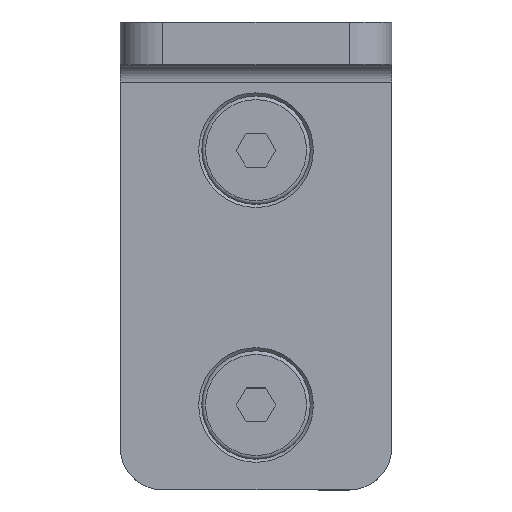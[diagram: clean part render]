
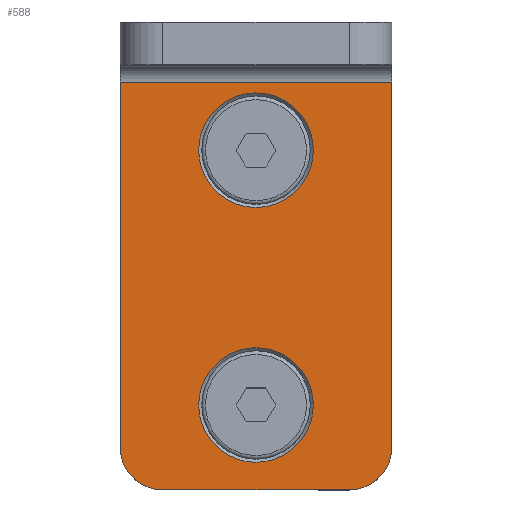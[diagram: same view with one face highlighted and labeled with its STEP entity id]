
A CAD part, top view. The second image highlights one B-rep face of the part: STEP entity #588.
In plain terms, the highlighted planar face has unit normal (0, 0, 1).
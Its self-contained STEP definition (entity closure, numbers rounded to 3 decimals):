
#66=CIRCLE('',#751,6.75);
#67=CIRCLE('',#752,6.75);
#68=CIRCLE('',#753,5.);
#69=CIRCLE('',#754,5.);
#125=ORIENTED_EDGE('',*,*,#272,.T.);
#126=ORIENTED_EDGE('',*,*,#273,.T.);
#127=ORIENTED_EDGE('',*,*,#270,.T.);
#128=ORIENTED_EDGE('',*,*,#274,.T.);
#129=ORIENTED_EDGE('',*,*,#257,.T.);
#130=ORIENTED_EDGE('',*,*,#275,.F.);
#131=ORIENTED_EDGE('',*,*,#253,.T.);
#132=ORIENTED_EDGE('',*,*,#276,.T.);
#253=EDGE_CURVE('',#331,#330,#377,.T.);
#257=EDGE_CURVE('',#332,#333,#379,.T.);
#270=EDGE_CURVE('',#341,#340,#386,.T.);
#272=EDGE_CURVE('',#342,#342,#66,.T.);
#273=EDGE_CURVE('',#343,#343,#67,.T.);
#274=EDGE_CURVE('',#340,#332,#68,.T.);
#275=EDGE_CURVE('',#331,#333,#388,.T.);
#276=EDGE_CURVE('',#330,#341,#69,.T.);
#330=VERTEX_POINT('',#1023);
#331=VERTEX_POINT('',#1025);
#332=VERTEX_POINT('',#1031);
#333=VERTEX_POINT('',#1032);
#340=VERTEX_POINT('',#1053);
#341=VERTEX_POINT('',#1055);
#342=VERTEX_POINT('',#1059);
#343=VERTEX_POINT('',#1061);
#377=LINE('',#1024,#427);
#379=LINE('',#1030,#429);
#386=LINE('',#1054,#436);
#388=LINE('',#1063,#438);
#427=VECTOR('',#831,1000.);
#429=VECTOR('',#839,1000.);
#436=VECTOR('',#862,1000.);
#438=VECTOR('',#872,1000.);
#473=EDGE_LOOP('',(#125));
#474=EDGE_LOOP('',(#126));
#475=EDGE_LOOP('',(#127,#128,#129,#130,#131,#132));
#523=FACE_BOUND('',#473,.T.);
#524=FACE_BOUND('',#474,.T.);
#525=FACE_BOUND('',#475,.T.);
#569=PLANE('',#750);
#588=ADVANCED_FACE('',(#523,#524,#525),#569,.T.);
#750=AXIS2_PLACEMENT_3D('',#1057,#864,#865);
#751=AXIS2_PLACEMENT_3D('',#1058,#866,#867);
#752=AXIS2_PLACEMENT_3D('',#1060,#868,#869);
#753=AXIS2_PLACEMENT_3D('',#1062,#870,#871);
#754=AXIS2_PLACEMENT_3D('',#1064,#873,#874);
#831=DIRECTION('',(1.,0.,0.));
#839=DIRECTION('',(-1.,0.,0.));
#862=DIRECTION('',(0.,1.,0.));
#864=DIRECTION('',(0.,0.,1.));
#865=DIRECTION('',(1.,0.,0.));
#866=DIRECTION('',(0.,0.,-1.));
#867=DIRECTION('',(0.,1.,0.));
#868=DIRECTION('',(0.,0.,-1.));
#869=DIRECTION('',(0.,1.,0.));
#870=DIRECTION('',(0.,0.,1.));
#871=DIRECTION('',(1.,0.,0.));
#872=DIRECTION('',(0.,1.,0.));
#873=DIRECTION('',(0.,0.,1.));
#874=DIRECTION('',(1.,0.,0.));
#1023=CARTESIAN_POINT('',(20.,-16.,0.));
#1024=CARTESIAN_POINT('',(-25.,-16.,0.));
#1025=CARTESIAN_POINT('',(-23.,-16.,0.));
#1030=CARTESIAN_POINT('',(25.,16.,0.));
#1031=CARTESIAN_POINT('',(20.,16.,0.));
#1032=CARTESIAN_POINT('',(-23.,16.,0.));
#1053=CARTESIAN_POINT('',(25.,11.,0.));
#1054=CARTESIAN_POINT('',(25.,-16.,0.));
#1055=CARTESIAN_POINT('',(25.,-11.,0.));
#1057=CARTESIAN_POINT('',(-25.,-16.,0.));
#1058=CARTESIAN_POINT('',(15.,0.,0.));
#1059=CARTESIAN_POINT('',(15.,6.75,0.));
#1060=CARTESIAN_POINT('',(-15.,0.,0.));
#1061=CARTESIAN_POINT('',(-15.,6.75,0.));
#1062=CARTESIAN_POINT('',(20.,11.,0.));
#1063=CARTESIAN_POINT('',(-23.,-16.,0.));
#1064=CARTESIAN_POINT('',(20.,-11.,0.));
